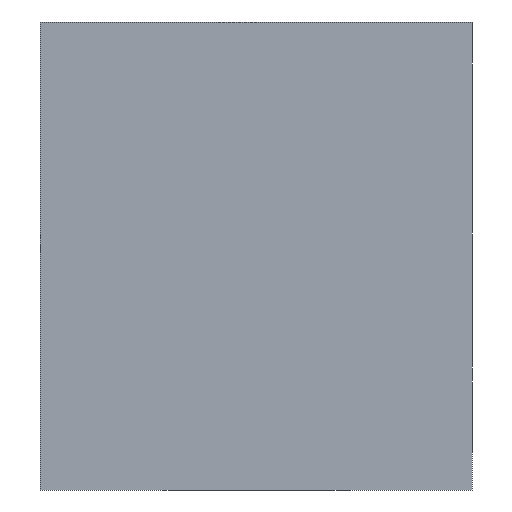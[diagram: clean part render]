
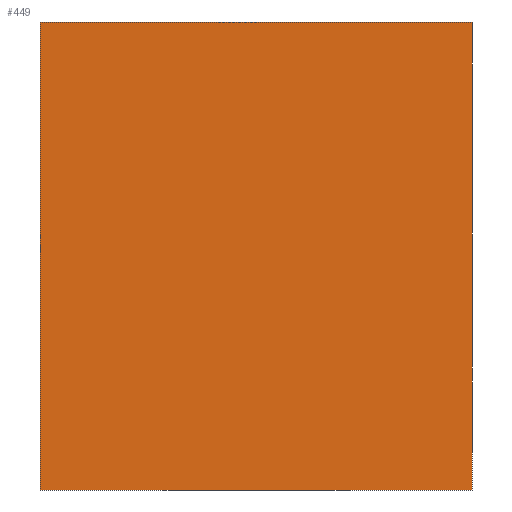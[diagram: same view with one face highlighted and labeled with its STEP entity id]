
A CAD part, front view. The second image highlights one B-rep face of the part: STEP entity #449.
In plain terms, the highlighted planar face has unit normal (0, -1, 0).
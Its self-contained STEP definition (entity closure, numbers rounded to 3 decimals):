
#40=PLANE('',#504);
#65=FACE_OUTER_BOUND('',#102,.T.);
#102=EDGE_LOOP('',(#402,#403,#404,#405));
#132=LINE('',#719,#168);
#137=LINE('',#736,#173);
#139=LINE('',#741,#175);
#140=LINE('',#762,#176);
#168=VECTOR('',#579,10.);
#173=VECTOR('',#600,10.);
#175=VECTOR('',#606,10.);
#176=VECTOR('',#635,10.);
#228=VERTEX_POINT('',#716);
#229=VERTEX_POINT('',#718);
#232=VERTEX_POINT('',#733);
#233=VERTEX_POINT('',#735);
#279=EDGE_CURVE('',#229,#228,#132,.T.);
#288=EDGE_CURVE('',#232,#233,#137,.T.);
#291=EDGE_CURVE('',#232,#229,#139,.T.);
#298=EDGE_CURVE('',#233,#228,#140,.T.);
#402=ORIENTED_EDGE('',*,*,#291,.T.);
#403=ORIENTED_EDGE('',*,*,#279,.T.);
#404=ORIENTED_EDGE('',*,*,#298,.F.);
#405=ORIENTED_EDGE('',*,*,#288,.F.);
#449=ADVANCED_FACE('',(#65),#40,.T.);
#504=AXIS2_PLACEMENT_3D('',#761,#633,#634);
#579=DIRECTION('',(0.,0.,1.));
#600=DIRECTION('',(0.,0.,1.));
#606=DIRECTION('',(1.,0.,0.));
#633=DIRECTION('center_axis',(0.,-1.,0.));
#634=DIRECTION('ref_axis',(1.,0.,0.));
#635=DIRECTION('',(1.,0.,0.));
#716=CARTESIAN_POINT('',(6.,-17.5,13.));
#718=CARTESIAN_POINT('',(6.,-17.5,0.));
#719=CARTESIAN_POINT('',(6.,-17.5,0.));
#733=CARTESIAN_POINT('',(-6.,-17.5,0.));
#735=CARTESIAN_POINT('',(-6.,-17.5,13.));
#736=CARTESIAN_POINT('',(-6.,-17.5,0.));
#741=CARTESIAN_POINT('',(-6.,-17.5,0.));
#761=CARTESIAN_POINT('Origin',(-6.,-17.5,0.));
#762=CARTESIAN_POINT('',(-6.,-17.5,13.));
